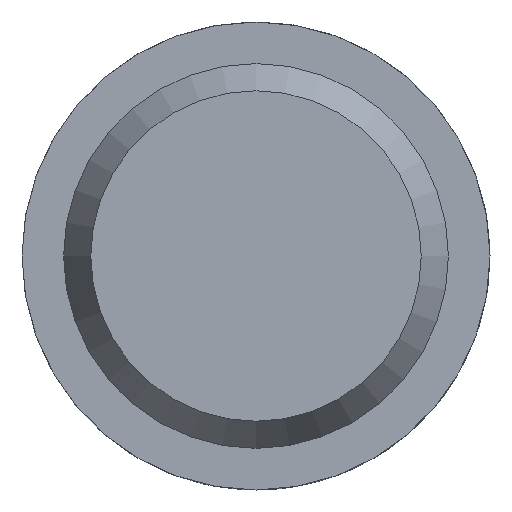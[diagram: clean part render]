
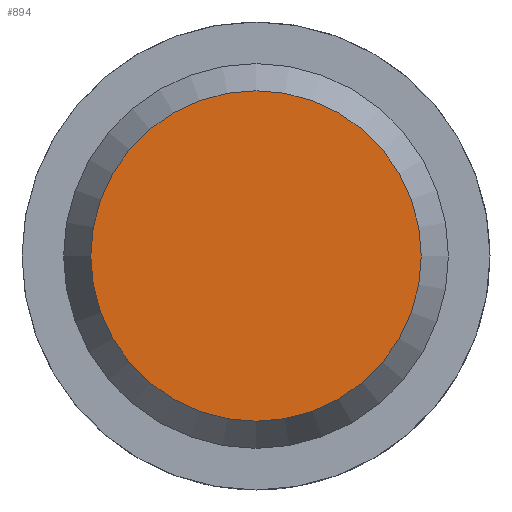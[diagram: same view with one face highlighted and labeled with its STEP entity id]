
A CAD part, front view. The second image highlights one B-rep face of the part: STEP entity #894.
In plain terms, the highlighted planar face has unit normal (0, -1, 0).
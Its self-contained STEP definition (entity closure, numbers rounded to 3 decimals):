
#874=CARTESIAN_POINT('',(-5.65,0.0,0.));
#875=VERTEX_POINT('',#874);
#876=CARTESIAN_POINT('',(0.0,0.0,0.0));
#877=DIRECTION('',(0.0,1.0,0.0));
#878=DIRECTION('',(1.0,0.0,0.0));
#879=AXIS2_PLACEMENT_3D('',#876,#877,#878);
#880=CIRCLE('',#879,5.65);
#881=EDGE_CURVE('',#875,#875,#880,.T.);
#886=CARTESIAN_POINT('',(5.075,0.,0.0));
#887=DIRECTION('',(0.0,-1.0,0.0));
#888=DIRECTION('',(0.0,0.0,-1.0));
#889=AXIS2_PLACEMENT_3D('',#886,#887,#888);
#890=PLANE('',#889);
#891=ORIENTED_EDGE('',*,*,#881,.F.);
#892=EDGE_LOOP('',(#891));
#893=FACE_OUTER_BOUND('',#892,.T.);
#894=ADVANCED_FACE('',(#893),#890,.T.);
